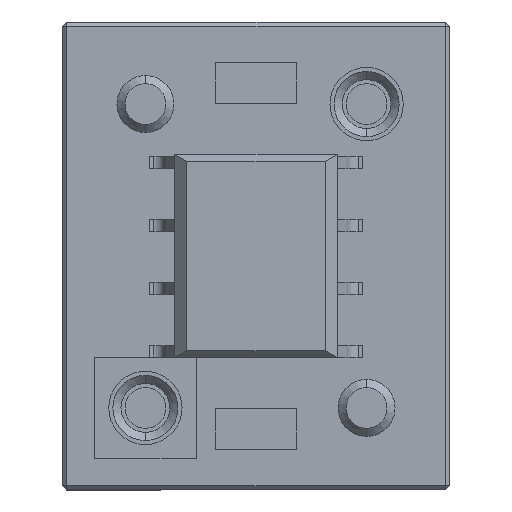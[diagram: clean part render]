
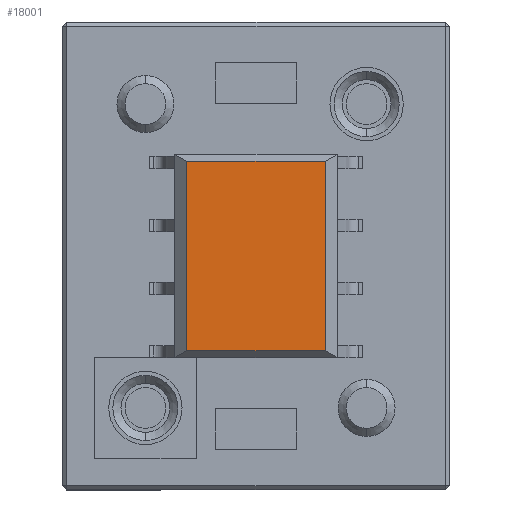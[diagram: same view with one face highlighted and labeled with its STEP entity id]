
A CAD part, front view. The second image highlights one B-rep face of the part: STEP entity #18001.
In plain terms, the highlighted planar face has unit normal (0, -1, 0).
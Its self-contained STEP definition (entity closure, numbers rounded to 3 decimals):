
#419 = AXIS2_PLACEMENT_3D ( 'NONE', #16741, #15308, #6634 ) ;
#2909 = CARTESIAN_POINT ( 'NONE',  ( 8.25, -1.7, 6.45 ) ) ;
#3581 = EDGE_LOOP ( 'NONE', ( #15741, #9478, #9051, #16854 ) ) ;
#3659 = EDGE_CURVE ( 'NONE', #7704, #13039, #14795, .T. ) ;
#3706 = VERTEX_POINT ( 'NONE', #5836 ) ;
#4032 = CARTESIAN_POINT ( 'NONE',  ( 8.25, -1.7, 3.05 ) ) ;
#4378 = VERTEX_POINT ( 'NONE', #11233 ) ;
#5351 = VECTOR ( 'NONE', #15761, 1000. ) ;
#5836 = CARTESIAN_POINT ( 'NONE',  ( 3.423, -1.7, 3.05 ) ) ;
#6511 = CARTESIAN_POINT ( 'NONE',  ( 8.077, -1.7, 6.45 ) ) ;
#6619 = EDGE_CURVE ( 'NONE', #4378, #7704, #12184, .T. ) ;
#6634 = DIRECTION ( 'NONE',  ( 0., 0., 1. ) ) ;
#7704 = VERTEX_POINT ( 'NONE', #6511 ) ;
#8331 = VECTOR ( 'NONE', #11930, 1000. ) ;
#8880 = DIRECTION ( 'NONE',  ( -1., 0., 0. ) ) ;
#8988 = LINE ( 'NONE', #9085, #8331 ) ;
#9032 = VECTOR ( 'NONE', #9628, 1000. ) ;
#9051 = ORIENTED_EDGE ( 'NONE', *, *, #3659, .T. ) ;
#9085 = CARTESIAN_POINT ( 'NONE',  ( 3.423, -1.7, 6.75 ) ) ;
#9478 = ORIENTED_EDGE ( 'NONE', *, *, #6619, .T. ) ;
#9628 = DIRECTION ( 'NONE',  ( 0., 0., 1. ) ) ;
#10235 = EDGE_CURVE ( 'NONE', #3706, #4378, #14405, .T. ) ;
#11035 = VECTOR ( 'NONE', #8880, 1000. ) ;
#11233 = CARTESIAN_POINT ( 'NONE',  ( 8.077, -1.7, 3.05 ) ) ;
#11930 = DIRECTION ( 'NONE',  ( 0., 0., -1. ) ) ;
#12184 = LINE ( 'NONE', #12481, #9032 ) ;
#12481 = CARTESIAN_POINT ( 'NONE',  ( 8.077, -1.7, 6.75 ) ) ;
#13039 = VERTEX_POINT ( 'NONE', #18165 ) ;
#13218 = EDGE_CURVE ( 'NONE', #13039, #3706, #8988, .T. ) ;
#14405 = LINE ( 'NONE', #4032, #5351 ) ;
#14795 = LINE ( 'NONE', #2909, #11035 ) ;
#15308 = DIRECTION ( 'NONE',  ( 0., 1., 0. ) ) ;
#15741 = ORIENTED_EDGE ( 'NONE', *, *, #10235, .T. ) ;
#15761 = DIRECTION ( 'NONE',  ( 1., 0., 0. ) ) ;
#16741 = CARTESIAN_POINT ( 'NONE',  ( 8.25, -1.7, 6.75 ) ) ;
#16854 = ORIENTED_EDGE ( 'NONE', *, *, #13218, .T. ) ;
#17019 = PLANE ( 'NONE',  #419 ) ;
#18001 = ADVANCED_FACE ( 'NONE', ( #18348 ), #17019, .F. ) ;
#18165 = CARTESIAN_POINT ( 'NONE',  ( 3.423, -1.7, 6.45 ) ) ;
#18348 = FACE_OUTER_BOUND ( 'NONE', #3581, .T. ) ;
